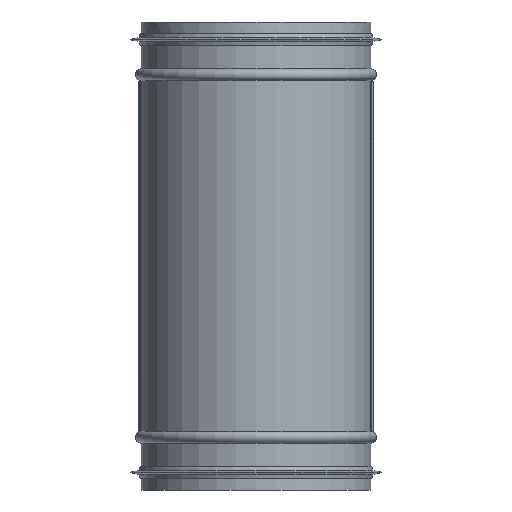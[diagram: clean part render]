
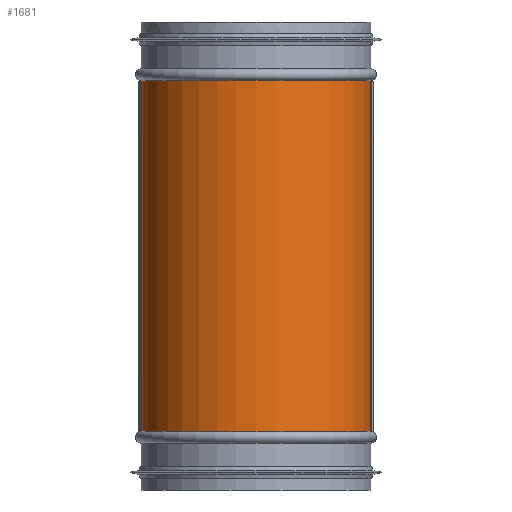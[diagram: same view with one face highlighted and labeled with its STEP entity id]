
A CAD part, front view. The second image highlights one B-rep face of the part: STEP entity #1681.
In plain terms, the highlighted cylindrical face has radius 98 mm (diameter 196 mm), a partial arc.
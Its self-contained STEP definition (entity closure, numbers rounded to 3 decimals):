
#1011=CARTESIAN_POINT('Axis2P3D Location',(0.,0.,0.)) ;
#1022=CARTESIAN_POINT('Vertex',(-98.,0.,-50.52)) ;
#1025=CARTESIAN_POINT('Line Origine',(-98.,0.,0.)) ;
#1029=CARTESIAN_POINT('Vertex',(-98.,0.,-50.)) ;
#1036=CARTESIAN_POINT('Vertex',(98.,0.,-50.)) ;
#1039=CARTESIAN_POINT('Line Origine',(98.,0.,0.)) ;
#1043=CARTESIAN_POINT('Vertex',(98.,0.,-51.251)) ;
#1146=CARTESIAN_POINT('Vertex',(-97.918,-4.,-50.483)) ;
#1150=CARTESIAN_POINT('Control Point',(-97.918,-4.,-50.483)) ;
#1151=CARTESIAN_POINT('Control Point',(-97.973,-2.668,-50.505)) ;
#1152=CARTESIAN_POINT('Control Point',(-98.,-1.334,-50.52)) ;
#1153=CARTESIAN_POINT('Control Point',(-98.,0.,-50.52)) ;
#1521=CARTESIAN_POINT('Line Origine',(-98.,0.,0.)) ;
#1525=CARTESIAN_POINT('Vertex',(-98.,0.,-59.65)) ;
#1527=CARTESIAN_POINT('Vertex',(-98.,0.,-51.5)) ;
#1530=CARTESIAN_POINT('Line Origine',(-98.,0.,0.)) ;
#1534=CARTESIAN_POINT('Vertex',(-98.,0.,-199.65)) ;
#1537=CARTESIAN_POINT('Line Origine',(-98.,0.,0.)) ;
#1541=CARTESIAN_POINT('Vertex',(-98.,0.,-339.65)) ;
#1544=CARTESIAN_POINT('Line Origine',(-98.,0.,0.)) ;
#1548=CARTESIAN_POINT('Vertex',(-98.,0.,-348.3)) ;
#1552=CARTESIAN_POINT('Control Point',(-98.,0.,-348.3)) ;
#1553=CARTESIAN_POINT('Control Point',(-98.,-0.26,-348.319)) ;
#1554=CARTESIAN_POINT('Control Point',(-97.999,-0.52,-348.337)) ;
#1555=CARTESIAN_POINT('Control Point',(-97.999,-0.58,-348.341)) ;
#1556=CARTESIAN_POINT('Control Point',(-97.992,-1.42,-348.401)) ;
#1557=CARTESIAN_POINT('Control Point',(-97.977,-2.26,-348.46)) ;
#1558=CARTESIAN_POINT('Control Point',(-97.961,-2.84,-348.499)) ;
#1559=CARTESIAN_POINT('Control Point',(-97.942,-3.42,-348.538)) ;
#1560=CARTESIAN_POINT('Control Point',(-97.918,-4.,-348.574)) ;
#1561=CARTESIAN_POINT('Vertex',(-97.918,-4.,-348.574)) ;
#1564=CARTESIAN_POINT('Line Origine',(-97.918,-4.,0.)) ;
#1568=CARTESIAN_POINT('Vertex',(-97.918,-4.,-349.317)) ;
#1572=CARTESIAN_POINT('Control Point',(-97.918,-4.,-349.317)) ;
#1573=CARTESIAN_POINT('Control Point',(-97.973,-2.668,-349.295)) ;
#1574=CARTESIAN_POINT('Control Point',(-98.,-1.334,-349.28)) ;
#1575=CARTESIAN_POINT('Control Point',(-98.,0.,-349.28)) ;
#1576=CARTESIAN_POINT('Vertex',(-98.,0.,-349.28)) ;
#1579=CARTESIAN_POINT('Line Origine',(-98.,0.,0.)) ;
#1583=CARTESIAN_POINT('Vertex',(-98.,0.,-350.)) ;
#1586=CARTESIAN_POINT('Axis2P3D Location',(0.,0.,-350.)) ;
#1590=CARTESIAN_POINT('Vertex',(98.,0.,-350.)) ;
#1593=CARTESIAN_POINT('Line Origine',(98.,0.,0.)) ;
#1597=CARTESIAN_POINT('Vertex',(98.,0.,-349.749)) ;
#1601=CARTESIAN_POINT('Control Point',(98.,0.,-349.749)) ;
#1602=CARTESIAN_POINT('Control Point',(98.,-1.334,-349.749)) ;
#1603=CARTESIAN_POINT('Control Point',(97.973,-2.668,-349.773)) ;
#1604=CARTESIAN_POINT('Control Point',(97.918,-4.,-349.81)) ;
#1605=CARTESIAN_POINT('Vertex',(97.918,-4.,-349.81)) ;
#1608=CARTESIAN_POINT('Line Origine',(97.918,-4.,0.)) ;
#1612=CARTESIAN_POINT('Vertex',(97.918,-4.,-348.9)) ;
#1615=CARTESIAN_POINT('Line Origine',(97.918,-4.,0.)) ;
#1619=CARTESIAN_POINT('Vertex',(97.918,-4.,-52.1)) ;
#1622=CARTESIAN_POINT('Line Origine',(97.918,-4.,0.)) ;
#1626=CARTESIAN_POINT('Vertex',(97.918,-4.,-51.19)) ;
#1630=CARTESIAN_POINT('Control Point',(98.,0.,-51.251)) ;
#1631=CARTESIAN_POINT('Control Point',(98.,-1.334,-51.251)) ;
#1632=CARTESIAN_POINT('Control Point',(97.973,-2.668,-51.227)) ;
#1633=CARTESIAN_POINT('Control Point',(97.918,-4.,-51.19)) ;
#1635=CARTESIAN_POINT('Axis2P3D Location',(0.,0.,-50.)) ;
#1640=CARTESIAN_POINT('Line Origine',(-97.918,-4.,0.)) ;
#1644=CARTESIAN_POINT('Vertex',(-97.918,-4.,-51.226)) ;
#1648=CARTESIAN_POINT('Control Point',(-98.,0.,-51.5)) ;
#1649=CARTESIAN_POINT('Control Point',(-98.,-0.26,-51.481)) ;
#1650=CARTESIAN_POINT('Control Point',(-97.999,-0.52,-51.463)) ;
#1651=CARTESIAN_POINT('Control Point',(-97.999,-0.58,-51.459)) ;
#1652=CARTESIAN_POINT('Control Point',(-97.992,-1.42,-51.399)) ;
#1653=CARTESIAN_POINT('Control Point',(-97.977,-2.26,-51.34)) ;
#1654=CARTESIAN_POINT('Control Point',(-97.961,-2.84,-51.301)) ;
#1655=CARTESIAN_POINT('Control Point',(-97.942,-3.42,-51.262)) ;
#1656=CARTESIAN_POINT('Control Point',(-97.918,-4.,-51.226)) ;
#1027=VECTOR('Line Direction',#1026,1.) ;
#1041=VECTOR('Line Direction',#1040,1.) ;
#1523=VECTOR('Line Direction',#1522,1.) ;
#1532=VECTOR('Line Direction',#1531,1.) ;
#1539=VECTOR('Line Direction',#1538,1.) ;
#1546=VECTOR('Line Direction',#1545,1.) ;
#1566=VECTOR('Line Direction',#1565,1.) ;
#1581=VECTOR('Line Direction',#1580,1.) ;
#1595=VECTOR('Line Direction',#1594,1.) ;
#1610=VECTOR('Line Direction',#1609,1.) ;
#1617=VECTOR('Line Direction',#1616,1.) ;
#1624=VECTOR('Line Direction',#1623,1.) ;
#1642=VECTOR('Line Direction',#1641,1.) ;
#1012=DIRECTION('Axis2P3D Direction',(0.,-0.,1.)) ;
#1013=DIRECTION('Axis2P3D XDirection',(1.,0.,0.)) ;
#1026=DIRECTION('Vector Direction',(0.,0.,1.)) ;
#1040=DIRECTION('Vector Direction',(0.,0.,1.)) ;
#1522=DIRECTION('Vector Direction',(0.,0.,1.)) ;
#1531=DIRECTION('Vector Direction',(0.,0.,1.)) ;
#1538=DIRECTION('Vector Direction',(0.,0.,1.)) ;
#1545=DIRECTION('Vector Direction',(0.,0.,1.)) ;
#1565=DIRECTION('Vector Direction',(0.,0.,1.)) ;
#1580=DIRECTION('Vector Direction',(0.,0.,1.)) ;
#1587=DIRECTION('Axis2P3D Direction',(0.,-0.,1.)) ;
#1594=DIRECTION('Vector Direction',(0.,0.,1.)) ;
#1609=DIRECTION('Vector Direction',(0.,0.,1.)) ;
#1616=DIRECTION('Vector Direction',(0.,0.,1.)) ;
#1623=DIRECTION('Vector Direction',(0.,0.,1.)) ;
#1636=DIRECTION('Axis2P3D Direction',(0.,-0.,1.)) ;
#1641=DIRECTION('Vector Direction',(0.,0.,1.)) ;
#1014=AXIS2_PLACEMENT_3D('Cylinder Axis2P3D',#1011,#1012,#1013) ;
#1588=AXIS2_PLACEMENT_3D('Circle Axis2P3D',#1586,#1587,$) ;
#1637=AXIS2_PLACEMENT_3D('Circle Axis2P3D',#1635,#1636,$) ;
#1028=LINE('Line',#1025,#1027) ;
#1042=LINE('Line',#1039,#1041) ;
#1524=LINE('Line',#1521,#1523) ;
#1533=LINE('Line',#1530,#1532) ;
#1540=LINE('Line',#1537,#1539) ;
#1547=LINE('Line',#1544,#1546) ;
#1567=LINE('Line',#1564,#1566) ;
#1582=LINE('Line',#1579,#1581) ;
#1596=LINE('Line',#1593,#1595) ;
#1611=LINE('Line',#1608,#1610) ;
#1618=LINE('Line',#1615,#1617) ;
#1625=LINE('Line',#1622,#1624) ;
#1643=LINE('Line',#1640,#1642) ;
#1589=CIRCLE('generated circle',#1588,98.) ;
#1638=CIRCLE('generated circle',#1637,98.) ;
#1015=CYLINDRICAL_SURFACE('generated cylinder',#1014,98.) ;
#1031=EDGE_CURVE('',#1023,#1030,#1028,.T.) ;
#1045=EDGE_CURVE('',#1044,#1037,#1042,.T.) ;
#1154=EDGE_CURVE('',#1147,#1023,#1149,.T.) ;
#1529=EDGE_CURVE('',#1526,#1528,#1524,.T.) ;
#1536=EDGE_CURVE('',#1535,#1526,#1533,.T.) ;
#1543=EDGE_CURVE('',#1542,#1535,#1540,.T.) ;
#1550=EDGE_CURVE('',#1549,#1542,#1547,.T.) ;
#1563=EDGE_CURVE('',#1549,#1562,#1551,.T.) ;
#1570=EDGE_CURVE('',#1569,#1562,#1567,.T.) ;
#1578=EDGE_CURVE('',#1569,#1577,#1571,.T.) ;
#1585=EDGE_CURVE('',#1584,#1577,#1582,.T.) ;
#1592=EDGE_CURVE('',#1584,#1591,#1589,.T.) ;
#1599=EDGE_CURVE('',#1591,#1598,#1596,.T.) ;
#1607=EDGE_CURVE('',#1598,#1606,#1600,.T.) ;
#1614=EDGE_CURVE('',#1613,#1606,#1611,.F.) ;
#1621=EDGE_CURVE('',#1620,#1613,#1618,.F.) ;
#1628=EDGE_CURVE('',#1627,#1620,#1625,.F.) ;
#1634=EDGE_CURVE('',#1044,#1627,#1629,.T.) ;
#1639=EDGE_CURVE('',#1030,#1037,#1638,.T.) ;
#1646=EDGE_CURVE('',#1645,#1147,#1643,.T.) ;
#1657=EDGE_CURVE('',#1528,#1645,#1647,.T.) ;
#1659=ORIENTED_EDGE('',*,*,#1529,.F.) ;
#1660=ORIENTED_EDGE('',*,*,#1536,.F.) ;
#1661=ORIENTED_EDGE('',*,*,#1543,.F.) ;
#1662=ORIENTED_EDGE('',*,*,#1550,.F.) ;
#1663=ORIENTED_EDGE('',*,*,#1563,.T.) ;
#1664=ORIENTED_EDGE('',*,*,#1570,.F.) ;
#1665=ORIENTED_EDGE('',*,*,#1578,.T.) ;
#1666=ORIENTED_EDGE('',*,*,#1585,.F.) ;
#1667=ORIENTED_EDGE('',*,*,#1592,.T.) ;
#1668=ORIENTED_EDGE('',*,*,#1599,.T.) ;
#1669=ORIENTED_EDGE('',*,*,#1607,.T.) ;
#1670=ORIENTED_EDGE('',*,*,#1614,.F.) ;
#1671=ORIENTED_EDGE('',*,*,#1621,.F.) ;
#1672=ORIENTED_EDGE('',*,*,#1628,.F.) ;
#1673=ORIENTED_EDGE('',*,*,#1634,.F.) ;
#1674=ORIENTED_EDGE('',*,*,#1045,.T.) ;
#1675=ORIENTED_EDGE('',*,*,#1639,.F.) ;
#1676=ORIENTED_EDGE('',*,*,#1031,.F.) ;
#1677=ORIENTED_EDGE('',*,*,#1154,.F.) ;
#1678=ORIENTED_EDGE('',*,*,#1646,.F.) ;
#1679=ORIENTED_EDGE('',*,*,#1657,.F.) ;
#1658=EDGE_LOOP('',(#1659,#1660,#1661,#1662,#1663,#1664,#1665,#1666,#1667,#1668,#1669,#1670,#1671,#1672,#1673,#1674,#1675,#1676,#1677,#1678,#1679)) ;
#1023=VERTEX_POINT('',#1022) ;
#1030=VERTEX_POINT('',#1029) ;
#1037=VERTEX_POINT('',#1036) ;
#1044=VERTEX_POINT('',#1043) ;
#1147=VERTEX_POINT('',#1146) ;
#1526=VERTEX_POINT('',#1525) ;
#1528=VERTEX_POINT('',#1527) ;
#1535=VERTEX_POINT('',#1534) ;
#1542=VERTEX_POINT('',#1541) ;
#1549=VERTEX_POINT('',#1548) ;
#1562=VERTEX_POINT('',#1561) ;
#1569=VERTEX_POINT('',#1568) ;
#1577=VERTEX_POINT('',#1576) ;
#1584=VERTEX_POINT('',#1583) ;
#1591=VERTEX_POINT('',#1590) ;
#1598=VERTEX_POINT('',#1597) ;
#1606=VERTEX_POINT('',#1605) ;
#1613=VERTEX_POINT('',#1612) ;
#1620=VERTEX_POINT('',#1619) ;
#1627=VERTEX_POINT('',#1626) ;
#1645=VERTEX_POINT('',#1644) ;
#1681=ADVANCED_FACE('PartBody',(#1680),#1015,.T.) ;
#1149=B_SPLINE_CURVE_WITH_KNOTS('',3,(#1150,#1151,#1152,#1153),.UNSPECIFIED.,.F.,.U.,(4,4),(0.,5.658),.UNSPECIFIED.) ;
#1551=B_SPLINE_CURVE_WITH_KNOTS('',5,(#1552,#1553,#1554,#1555,#1556,#1557,#1558,#1559,#1560),.UNSPECIFIED.,.F.,.U.,(6,3,6),(0.,1.843,5.955),.UNSPECIFIED.) ;
#1571=B_SPLINE_CURVE_WITH_KNOTS('',3,(#1572,#1573,#1574,#1575),.UNSPECIFIED.,.F.,.U.,(4,4),(0.,5.658),.UNSPECIFIED.) ;
#1600=B_SPLINE_CURVE_WITH_KNOTS('',3,(#1601,#1602,#1603,#1604),.UNSPECIFIED.,.F.,.U.,(4,4),(0.,5.66),.UNSPECIFIED.) ;
#1629=B_SPLINE_CURVE_WITH_KNOTS('',3,(#1630,#1631,#1632,#1633),.UNSPECIFIED.,.F.,.U.,(4,4),(0.,5.66),.UNSPECIFIED.) ;
#1647=B_SPLINE_CURVE_WITH_KNOTS('',5,(#1648,#1649,#1650,#1651,#1652,#1653,#1654,#1655,#1656),.UNSPECIFIED.,.F.,.U.,(6,3,6),(0.,1.843,5.955),.UNSPECIFIED.) ;
#1680=FACE_OUTER_BOUND('',#1658,.T.) ;
